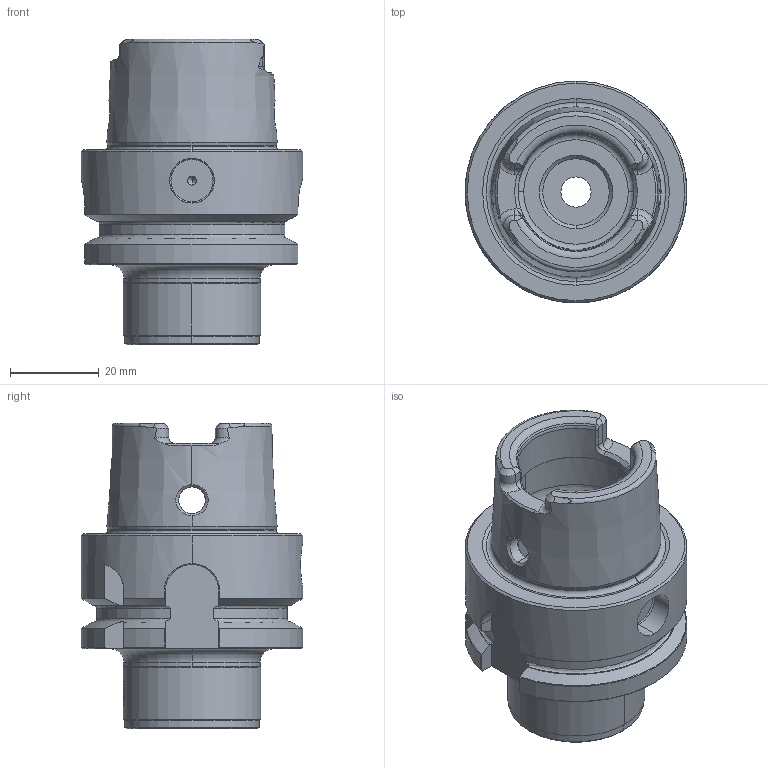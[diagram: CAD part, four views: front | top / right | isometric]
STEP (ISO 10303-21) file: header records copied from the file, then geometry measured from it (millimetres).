
FILE_DESCRIPTION(('no description'),'unknown implementation level');
FILE_NAME('07027AD8-883F-449C-A30B-32E2A1306D20_export.stp',' ',('CIMSOURCE GmbH'),('CADClick - KiM GmbH - www.kimweb.de'),'unknown preprocess','ACIS','unknown authorization');
FILE_SCHEMA(('automotive_design'));
Length unit declared in the file: millimetre
Products named in the file (2): 324.232F Kaiser HSK-A50xCK3|690.433 Kaiser ETL M6 X 8,5 CK3;Schnitt-Linear austragen2; 324.232F Kaiser HSK-A50xCK3|324.232F Kaiser HSK-A50xCK3x53;Schnitt-Rotation3
Bounding box: 49.95 x 49.95 x 68.9 mm (x, y, z)
Volume: 56362.7 mm3; surface area: 18088.4 mm2
Topology: 2 solids, 2 shells, 277 faces, 720 edges, 445 vertices
Faces by surface type: plane 83, cone 82, cylinder 60, torus 34, bspline 18
Entity records: 20250 total; most frequent: CARTESIAN_POINT 5728, STYLED_ITEM 1440, PRESENTATION_STYLE_ASSIGNMENT 1440, COLOUR_RGB 1440, ORIENTED_EDGE 1432, DIRECTION 1288, EDGE_CURVE 716, CURVE_STYLE 716
